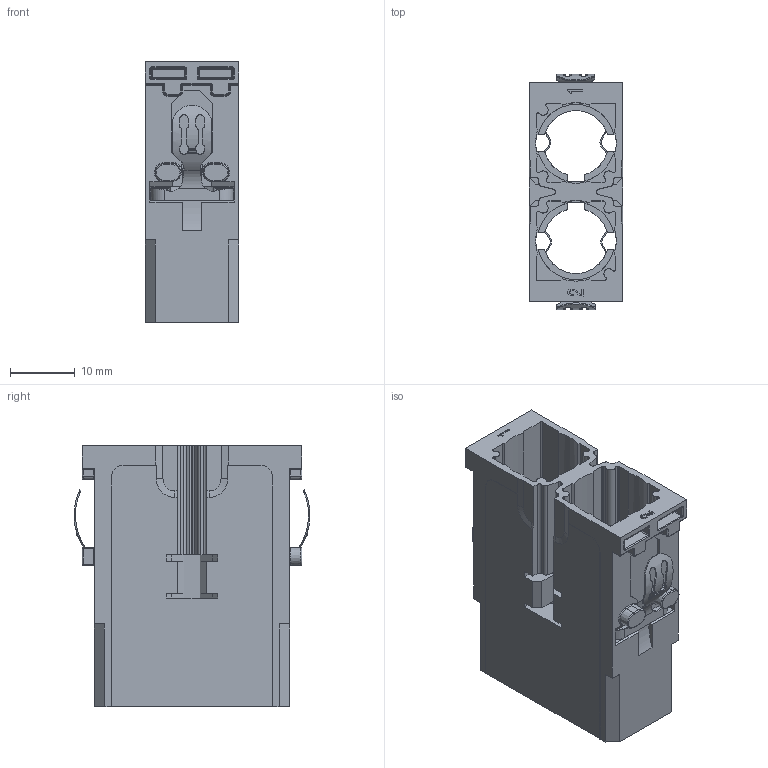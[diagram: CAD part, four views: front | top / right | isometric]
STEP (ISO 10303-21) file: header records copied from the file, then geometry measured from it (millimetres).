
FILE_DESCRIPTION(('CATIA V5 STEP Exchange','CAx-IF Rec.Pracs.--- Model Styling and Organization---1.4--- 2014-01-23'),'2;1');
FILE_NAME ('1114885-4_1', '2019-04-23T09:11:06+00:00', ('none'), ('Weidmueller'), 'CATIA Version 5-6 Release 2016 SP3 HF44', 'CATIA V5 STEP AP214', 'none');
FILE_SCHEMA(('AUTOMOTIVE_DESIGN { 1 0 10303 214 1 1 1 1 }'));
Length unit declared in the file: millimetre
Products named in the file (1): 2667190000
Bounding box: 14.5 x 36.5 x 40.45 mm (x, y, z)
Volume: 4987.6 mm3; surface area: 9727.7 mm2
Topology: 1 solids, 1 shells, 1184 faces, 3415 edges, 2204 vertices
Faces by surface type: plane 714, cylinder 362, sphere 30, bspline 30, torus 28, cone 16, extrusion 4
Entity records: 40479 total; most frequent: CARTESIAN_POINT 11188, ORIENTED_EDGE 6770, DIRECTION 4467, EDGE_CURVE 3385, VERTEX_POINT 2204, VECTOR 2069, LINE 2065, AXIS2_PLACEMENT_3D 1473
